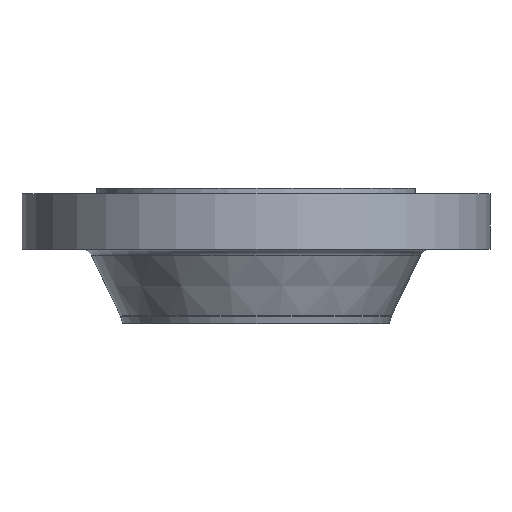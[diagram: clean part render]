
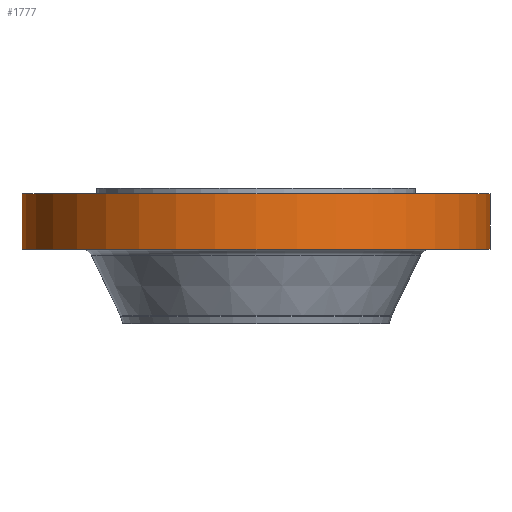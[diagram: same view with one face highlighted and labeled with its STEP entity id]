
A CAD part, front view. The second image highlights one B-rep face of the part: STEP entity #1777.
In plain terms, the highlighted cylindrical face has radius 279.4 mm (diameter 558.8 mm), a partial arc.
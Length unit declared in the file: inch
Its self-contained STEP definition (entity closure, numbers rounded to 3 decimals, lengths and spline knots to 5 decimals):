
#75 = CYLINDRICAL_SURFACE ( 'NONE', #220, 11. ) ;
#97 = LINE ( 'NONE', #222, #189 ) ;
#189 = VECTOR ( 'NONE', #1474, 39.37008 ) ;
#220 = AXIS2_PLACEMENT_3D ( 'NONE', #240, #1017, #695 ) ;
#222 = CARTESIAN_POINT ( 'NONE',  ( 11., 0., 0. ) ) ;
#240 = CARTESIAN_POINT ( 'NONE',  ( 0., 0., 0. ) ) ;
#267 = ORIENTED_EDGE ( 'NONE', *, *, #372, .T. ) ;
#318 = CIRCLE ( 'NONE', #739, 11. ) ;
#349 = EDGE_CURVE ( 'NONE', #1024, #669, #318, .T. ) ;
#372 = EDGE_CURVE ( 'NONE', #517, #573, #1902, .T. ) ;
#398 = CARTESIAN_POINT ( 'NONE',  ( 11., 0., -2.875 ) ) ;
#441 = ORIENTED_EDGE ( 'NONE', *, *, #1187, .F. ) ;
#517 = VERTEX_POINT ( 'NONE', #1771 ) ;
#573 = VERTEX_POINT ( 'NONE', #398 ) ;
#576 = CARTESIAN_POINT ( 'NONE',  ( 11., 0., -0.25 ) ) ;
#669 = VERTEX_POINT ( 'NONE', #576 ) ;
#695 = DIRECTION ( 'NONE',  ( 1., 0., 0. ) ) ;
#739 = AXIS2_PLACEMENT_3D ( 'NONE', #1991, #2035, #1207 ) ;
#869 = ORIENTED_EDGE ( 'NONE', *, *, #349, .F. ) ;
#889 = DIRECTION ( 'NONE',  ( 0., 0., 1. ) ) ;
#923 = CARTESIAN_POINT ( 'NONE',  ( 0., 0., -2.875 ) ) ;
#934 = CARTESIAN_POINT ( 'NONE',  ( -11., 0., 0. ) ) ;
#1017 = DIRECTION ( 'NONE',  ( 0., 0., 1. ) ) ;
#1024 = VERTEX_POINT ( 'NONE', #1616 ) ;
#1091 = FACE_OUTER_BOUND ( 'NONE', #1334, .T. ) ;
#1187 = EDGE_CURVE ( 'NONE', #517, #1024, #1694, .T. ) ;
#1207 = DIRECTION ( 'NONE',  ( 1., 0., 0. ) ) ;
#1334 = EDGE_LOOP ( 'NONE', ( #441, #267, #1714, #869 ) ) ;
#1474 = DIRECTION ( 'NONE',  ( 0., 0., 1. ) ) ;
#1553 = DIRECTION ( 'NONE',  ( 1., 0., 0. ) ) ;
#1560 = EDGE_CURVE ( 'NONE', #573, #669, #97, .T. ) ;
#1565 = DIRECTION ( 'NONE',  ( 0., 0., 1. ) ) ;
#1616 = CARTESIAN_POINT ( 'NONE',  ( -11., 0., -0.25 ) ) ;
#1694 = LINE ( 'NONE', #934, #2040 ) ;
#1714 = ORIENTED_EDGE ( 'NONE', *, *, #1560, .T. ) ;
#1739 = AXIS2_PLACEMENT_3D ( 'NONE', #923, #889, #1553 ) ;
#1771 = CARTESIAN_POINT ( 'NONE',  ( -11., 0., -2.875 ) ) ;
#1777 = ADVANCED_FACE ( 'NONE', ( #1091 ), #75, .T. ) ;
#1902 = CIRCLE ( 'NONE', #1739, 11. ) ;
#1991 = CARTESIAN_POINT ( 'NONE',  ( 0., 0., -0.25 ) ) ;
#2035 = DIRECTION ( 'NONE',  ( 0., 0., 1. ) ) ;
#2040 = VECTOR ( 'NONE', #1565, 39.37008 ) ;
